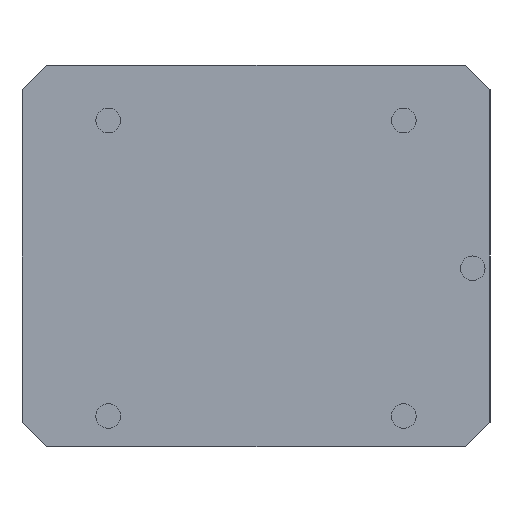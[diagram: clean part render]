
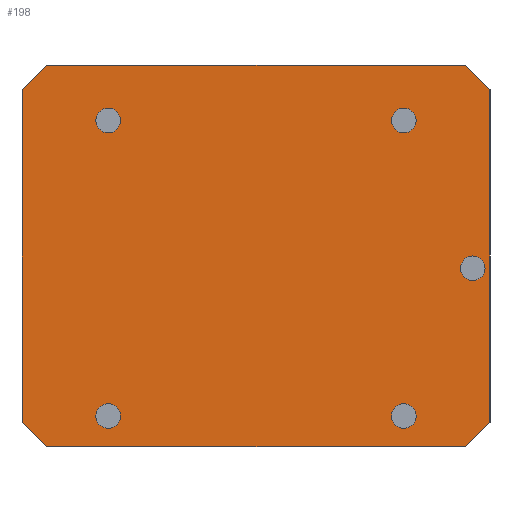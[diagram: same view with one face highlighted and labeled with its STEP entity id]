
A CAD part, front view. The second image highlights one B-rep face of the part: STEP entity #198.
In plain terms, the highlighted planar face has unit normal (0, -1, 0).
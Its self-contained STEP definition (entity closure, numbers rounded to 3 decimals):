
#24 = ORIENTED_EDGE ( 'NONE', *, *, #792, .T. ) ;
#33 = LINE ( 'NONE', #463, #867 ) ;
#38 = CARTESIAN_POINT ( 'NONE',  ( -9.5, 0., 7.75 ) ) ;
#41 = DIRECTION ( 'NONE',  ( 1., 0., 0. ) ) ;
#65 = CARTESIAN_POINT ( 'NONE',  ( -9.5, 0., -6.75 ) ) ;
#89 = CARTESIAN_POINT ( 'NONE',  ( -9.5, 0., 6.75 ) ) ;
#98 = ORIENTED_EDGE ( 'NONE', *, *, #712, .F. ) ;
#105 = AXIS2_PLACEMENT_3D ( 'NONE', #405, #568, #820 ) ;
#111 = LINE ( 'NONE', #275, #716 ) ;
#115 = VECTOR ( 'NONE', #351, 1000. ) ;
#142 = LINE ( 'NONE', #225, #950 ) ;
#198 = ADVANCED_FACE ( 'NONE', ( #492 ), #326, .F. ) ;
#225 = CARTESIAN_POINT ( 'NONE',  ( 9.5, 0., -6.75 ) ) ;
#227 = VECTOR ( 'NONE', #937, 1000. ) ;
#239 = LINE ( 'NONE', #931, #227 ) ;
#275 = CARTESIAN_POINT ( 'NONE',  ( 9.5, 0., 7.75 ) ) ;
#279 = DIRECTION ( 'NONE',  ( 0., 0., -1. ) ) ;
#294 = VERTEX_POINT ( 'NONE', #726 ) ;
#300 = CARTESIAN_POINT ( 'NONE',  ( -9.5, 0., -6.75 ) ) ;
#310 = CARTESIAN_POINT ( 'NONE',  ( 8.5, 0., 7.75 ) ) ;
#313 = LINE ( 'NONE', #342, #115 ) ;
#314 = CARTESIAN_POINT ( 'NONE',  ( 9.5, 0., 6.75 ) ) ;
#318 = DIRECTION ( 'NONE',  ( -0.707, 0., 0.707 ) ) ;
#322 = DIRECTION ( 'NONE',  ( 0.707, 0., 0.707 ) ) ;
#325 = ORIENTED_EDGE ( 'NONE', *, *, #685, .T. ) ;
#326 = PLANE ( 'NONE',  #105 ) ;
#342 = CARTESIAN_POINT ( 'NONE',  ( -9.5, 0., 7.75 ) ) ;
#351 = DIRECTION ( 'NONE',  ( 0., 0., -1. ) ) ;
#357 = VECTOR ( 'NONE', #793, 1000. ) ;
#386 = CARTESIAN_POINT ( 'NONE',  ( -8.5, 0., -7.75 ) ) ;
#392 = EDGE_CURVE ( 'NONE', #497, #773, #574, .T. ) ;
#405 = CARTESIAN_POINT ( 'NONE',  ( -9.5, 0., 7.75 ) ) ;
#411 = ORIENTED_EDGE ( 'NONE', *, *, #681, .T. ) ;
#463 = CARTESIAN_POINT ( 'NONE',  ( -9.5, 0., -7.75 ) ) ;
#489 = CARTESIAN_POINT ( 'NONE',  ( 9.5, 0., -6.75 ) ) ;
#492 = FACE_OUTER_BOUND ( 'NONE', #759, .T. ) ;
#495 = ORIENTED_EDGE ( 'NONE', *, *, #781, .F. ) ;
#497 = VERTEX_POINT ( 'NONE', #65 ) ;
#517 = CARTESIAN_POINT ( 'NONE',  ( -8.5, 0., 7.75 ) ) ;
#568 = DIRECTION ( 'NONE',  ( 0., 1., 0. ) ) ;
#574 = LINE ( 'NONE', #300, #357 ) ;
#591 = CARTESIAN_POINT ( 'NONE',  ( 8.5, 0., 7.75 ) ) ;
#599 = VECTOR ( 'NONE', #41, 1000. ) ;
#603 = VERTEX_POINT ( 'NONE', #489 ) ;
#615 = VECTOR ( 'NONE', #318, 1000. ) ;
#624 = LINE ( 'NONE', #38, #599 ) ;
#657 = VERTEX_POINT ( 'NONE', #517 ) ;
#669 = ORIENTED_EDGE ( 'NONE', *, *, #392, .T. ) ;
#681 = EDGE_CURVE ( 'NONE', #773, #294, #33, .T. ) ;
#685 = EDGE_CURVE ( 'NONE', #657, #746, #239, .T. ) ;
#693 = ORIENTED_EDGE ( 'NONE', *, *, #802, .T. ) ;
#712 = EDGE_CURVE ( 'NONE', #657, #847, #624, .T. ) ;
#716 = VECTOR ( 'NONE', #279, 1000. ) ;
#717 = ORIENTED_EDGE ( 'NONE', *, *, #785, .T. ) ;
#726 = CARTESIAN_POINT ( 'NONE',  ( 8.5, 0., -7.75 ) ) ;
#746 = VERTEX_POINT ( 'NONE', #89 ) ;
#759 = EDGE_LOOP ( 'NONE', ( #24, #495, #717, #98, #325, #693, #669, #411 ) ) ;
#773 = VERTEX_POINT ( 'NONE', #386 ) ;
#781 = EDGE_CURVE ( 'NONE', #797, #603, #111, .T. ) ;
#785 = EDGE_CURVE ( 'NONE', #797, #847, #925, .T. ) ;
#792 = EDGE_CURVE ( 'NONE', #294, #603, #142, .T. ) ;
#793 = DIRECTION ( 'NONE',  ( 0.707, 0., -0.707 ) ) ;
#797 = VERTEX_POINT ( 'NONE', #314 ) ;
#802 = EDGE_CURVE ( 'NONE', #746, #497, #313, .T. ) ;
#820 = DIRECTION ( 'NONE',  ( 0., 0., 1. ) ) ;
#847 = VERTEX_POINT ( 'NONE', #591 ) ;
#867 = VECTOR ( 'NONE', #1009, 1000. ) ;
#925 = LINE ( 'NONE', #310, #615 ) ;
#931 = CARTESIAN_POINT ( 'NONE',  ( -8.5, 0., 7.75 ) ) ;
#937 = DIRECTION ( 'NONE',  ( -0.707, 0., -0.707 ) ) ;
#950 = VECTOR ( 'NONE', #322, 1000. ) ;
#1009 = DIRECTION ( 'NONE',  ( 1., 0., 0. ) ) ;
